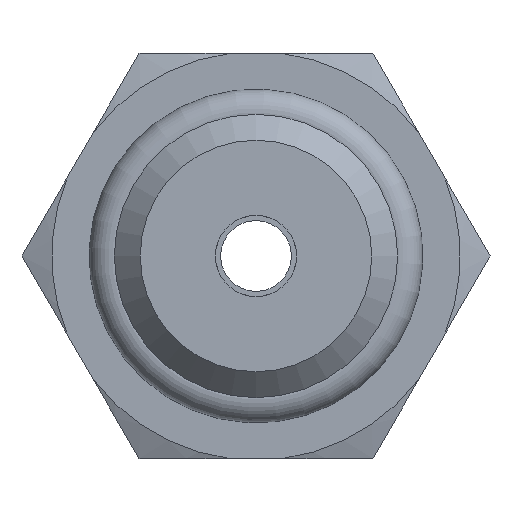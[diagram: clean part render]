
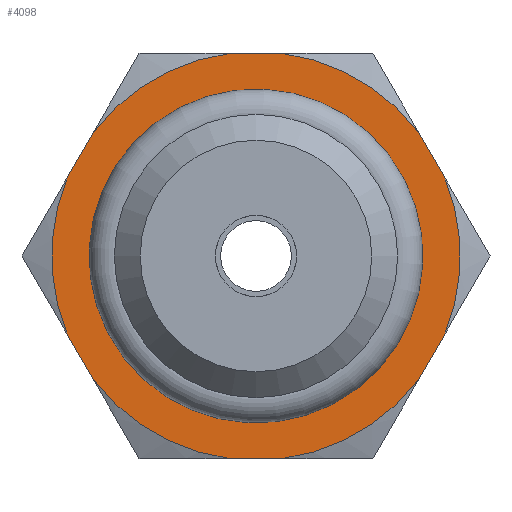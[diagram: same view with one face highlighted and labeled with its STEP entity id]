
A CAD part, left-side view. The second image highlights one B-rep face of the part: STEP entity #4098.
In plain terms, the highlighted planar face has unit normal (-1, 0, 0).
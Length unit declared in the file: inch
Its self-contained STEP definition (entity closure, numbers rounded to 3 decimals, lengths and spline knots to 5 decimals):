
#2949=CARTESIAN_POINT('',(0.433,-0.03961,0.3125));
#2950=VERTEX_POINT('',#2949);
#3020=CARTESIAN_POINT('',(0.433,0.03961,0.3125));
#3021=VERTEX_POINT('',#3020);
#3035=CARTESIAN_POINT('',(0.433,0.03961,0.3125));
#3036=DIRECTION('',(0.0,-1.0,0.0));
#3037=VECTOR('',#3036,0.07921);
#3038=LINE('',#3035,#3037);
#3039=EDGE_CURVE('',#3021,#2950,#3038,.T.);
#3177=CARTESIAN_POINT('',(0.433,0.25083,-0.19055));
#3178=VERTEX_POINT('',#3177);
#3192=CARTESIAN_POINT('',(0.433,0.03961,-0.3125));
#3193=VERTEX_POINT('',#3192);
#3207=CARTESIAN_POINT('',(0.433,0.0,0.0));
#3208=DIRECTION('',(-1.0,0.0,0.0));
#3209=DIRECTION('',(0.0,1.0,0.0));
#3210=AXIS2_PLACEMENT_3D('',#3207,#3208,#3209);
#3211=CIRCLE('',#3210,0.315);
#3212=EDGE_CURVE('',#3178,#3193,#3211,.T.);
#3224=CARTESIAN_POINT('',(0.433,0.29044,0.12195));
#3225=VERTEX_POINT('',#3224);
#3239=CARTESIAN_POINT('',(0.433,0.29044,-0.12195));
#3240=VERTEX_POINT('',#3239);
#3254=CARTESIAN_POINT('',(0.433,0.0,0.0));
#3255=DIRECTION('',(-1.0,0.0,0.0));
#3256=DIRECTION('',(0.0,1.0,0.0));
#3257=AXIS2_PLACEMENT_3D('',#3254,#3255,#3256);
#3258=CIRCLE('',#3257,0.315);
#3259=EDGE_CURVE('',#3225,#3240,#3258,.T.);
#3269=CARTESIAN_POINT('',(0.433,0.25083,0.19055));
#3270=VERTEX_POINT('',#3269);
#3284=CARTESIAN_POINT('',(0.433,0.0,0.0));
#3285=DIRECTION('',(-1.0,0.0,0.0));
#3286=DIRECTION('',(0.0,1.0,0.0));
#3287=AXIS2_PLACEMENT_3D('',#3284,#3285,#3286);
#3288=CIRCLE('',#3287,0.315);
#3289=EDGE_CURVE('',#3021,#3270,#3288,.T.);
#3301=CARTESIAN_POINT('',(0.433,-0.25083,0.19055));
#3302=VERTEX_POINT('',#3301);
#3303=CARTESIAN_POINT('',(0.433,0.0,0.0));
#3304=DIRECTION('',(-1.0,0.0,0.0));
#3305=DIRECTION('',(0.0,1.0,0.0));
#3306=AXIS2_PLACEMENT_3D('',#3303,#3304,#3305);
#3307=CIRCLE('',#3306,0.315);
#3308=EDGE_CURVE('',#3302,#2950,#3307,.T.);
#3331=CARTESIAN_POINT('',(0.433,-0.29044,0.12195));
#3332=VERTEX_POINT('',#3331);
#3348=CARTESIAN_POINT('',(0.433,-0.29044,-0.12195));
#3349=VERTEX_POINT('',#3348);
#3350=CARTESIAN_POINT('',(0.433,0.0,0.0));
#3351=DIRECTION('',(-1.0,0.0,0.0));
#3352=DIRECTION('',(0.0,1.0,0.0));
#3353=AXIS2_PLACEMENT_3D('',#3350,#3351,#3352);
#3354=CIRCLE('',#3353,0.315);
#3355=EDGE_CURVE('',#3349,#3332,#3354,.T.);
#3378=CARTESIAN_POINT('',(0.433,-0.25083,-0.19055));
#3379=VERTEX_POINT('',#3378);
#3395=CARTESIAN_POINT('',(0.433,-0.03961,-0.3125));
#3396=VERTEX_POINT('',#3395);
#3397=CARTESIAN_POINT('',(0.433,0.0,0.0));
#3398=DIRECTION('',(-1.0,0.0,0.0));
#3399=DIRECTION('',(0.0,1.0,0.0));
#3400=AXIS2_PLACEMENT_3D('',#3397,#3398,#3399);
#3401=CIRCLE('',#3400,0.315);
#3402=EDGE_CURVE('',#3396,#3379,#3401,.T.);
#3697=CARTESIAN_POINT('',(0.433,-0.29044,-0.12195));
#3698=DIRECTION('',(0.0,0.5,-0.866));
#3699=VECTOR('',#3698,0.07921);
#3700=LINE('',#3697,#3699);
#3701=EDGE_CURVE('',#3349,#3379,#3700,.T.);
#3723=CARTESIAN_POINT('',(0.433,-0.25083,0.19055));
#3724=DIRECTION('',(0.0,-0.5,-0.866));
#3725=VECTOR('',#3724,0.07921);
#3726=LINE('',#3723,#3725);
#3727=EDGE_CURVE('',#3302,#3332,#3726,.T.);
#3861=CARTESIAN_POINT('',(0.433,-0.03961,-0.3125));
#3862=DIRECTION('',(0.0,1.0,0.0));
#3863=VECTOR('',#3862,0.07921);
#3864=LINE('',#3861,#3863);
#3865=EDGE_CURVE('',#3396,#3193,#3864,.T.);
#3887=CARTESIAN_POINT('',(0.433,0.25083,-0.19055));
#3888=DIRECTION('',(0.0,0.5,0.866));
#3889=VECTOR('',#3888,0.07921);
#3890=LINE('',#3887,#3889);
#3891=EDGE_CURVE('',#3178,#3240,#3890,.T.);
#3913=CARTESIAN_POINT('',(0.433,0.29044,0.12195));
#3914=DIRECTION('',(0.0,-0.5,0.866));
#3915=VECTOR('',#3914,0.07921);
#3916=LINE('',#3913,#3915);
#3917=EDGE_CURVE('',#3225,#3270,#3916,.T.);
#4061=CARTESIAN_POINT('',(0.433,0.183,0.0));
#4062=VERTEX_POINT('',#4061);
#4063=CARTESIAN_POINT('',(0.433,0.,0.0));
#4064=DIRECTION('',(1.0,0.0,0.0));
#4065=DIRECTION('',(0.0,1.0,0.0));
#4066=AXIS2_PLACEMENT_3D('',#4063,#4064,#4065);
#4067=CIRCLE('',#4066,0.183);
#4068=EDGE_CURVE('',#4062,#4062,#4067,.T.);
#4076=CARTESIAN_POINT('',(0.433,0.24775,0.0));
#4077=DIRECTION('',(-1.0,0.0,0.0));
#4078=DIRECTION('',(0.0,0.0,1.0));
#4079=AXIS2_PLACEMENT_3D('',#4076,#4077,#4078);
#4080=PLANE('',#4079);
#4081=ORIENTED_EDGE('',*,*,#3402,.T.);
#4082=ORIENTED_EDGE('',*,*,#3701,.F.);
#4083=ORIENTED_EDGE('',*,*,#3355,.T.);
#4084=ORIENTED_EDGE('',*,*,#3727,.F.);
#4085=ORIENTED_EDGE('',*,*,#3308,.T.);
#4086=ORIENTED_EDGE('',*,*,#3039,.F.);
#4087=ORIENTED_EDGE('',*,*,#3289,.T.);
#4088=ORIENTED_EDGE('',*,*,#3917,.F.);
#4089=ORIENTED_EDGE('',*,*,#3259,.T.);
#4090=ORIENTED_EDGE('',*,*,#3891,.F.);
#4091=ORIENTED_EDGE('',*,*,#3212,.T.);
#4092=ORIENTED_EDGE('',*,*,#3865,.F.);
#4093=EDGE_LOOP('',(#4081,#4082,#4083,#4084,#4085,#4086,#4087,#4088,#4089,#4090,#4091,#4092));
#4094=FACE_OUTER_BOUND('',#4093,.T.);
#4095=ORIENTED_EDGE('',*,*,#4068,.T.);
#4096=EDGE_LOOP('',(#4095));
#4097=FACE_BOUND('',#4096,.T.);
#4098=ADVANCED_FACE('',(#4094,#4097),#4080,.T.);
